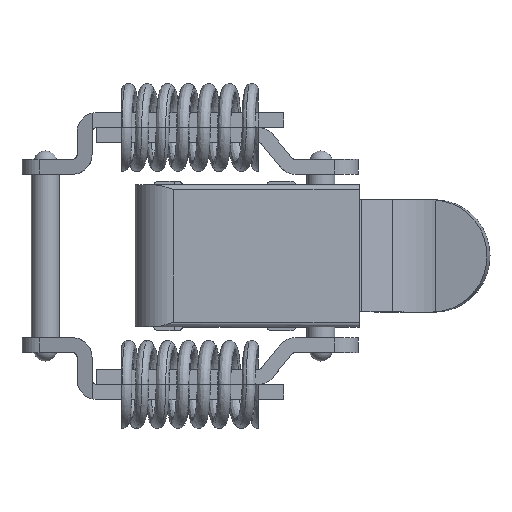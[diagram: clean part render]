
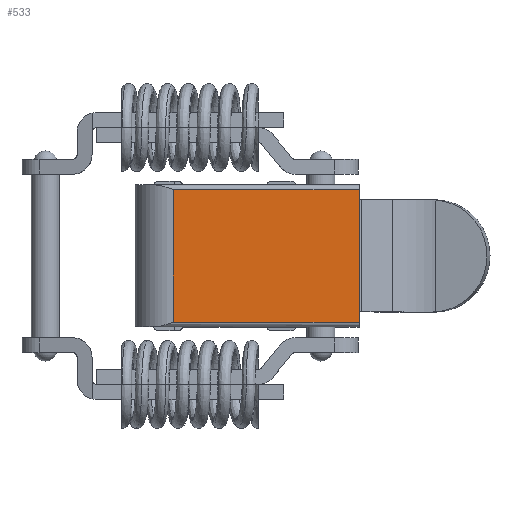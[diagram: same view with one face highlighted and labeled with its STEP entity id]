
A CAD part, top view. The second image highlights one B-rep face of the part: STEP entity #533.
In plain terms, the highlighted planar face has unit normal (0, 0, 1).
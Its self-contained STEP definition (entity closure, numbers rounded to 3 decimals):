
#533=ADVANCED_FACE('',(#3584),#3583,.T.);
#3583=PLANE('',#9115);
#3584=FACE_OUTER_BOUND('',#9116,.T.);
#9112=CARTESIAN_POINT('',(-17.79,-0.92,6.));
#9113=DIRECTION('',(0.,0.,1.));
#9114=DIRECTION('',(1.,0.,0.));
#9115=AXIS2_PLACEMENT_3D('',#9112,#9113,#9114);
#9116=EDGE_LOOP('',(#10734,#10735,#10736,#10737,#10738,#10739));
#10734=ORIENTED_EDGE('',*,*,#11580,.T.);
#10735=ORIENTED_EDGE('',*,*,#11620,.T.);
#10736=ORIENTED_EDGE('',*,*,#11621,.F.);
#10737=ORIENTED_EDGE('',*,*,#11622,.F.);
#10738=ORIENTED_EDGE('',*,*,#11517,.F.);
#10739=ORIENTED_EDGE('',*,*,#11528,.T.);
#11517=EDGE_CURVE('',#16115,#16122,#16123,.T.);
#11528=EDGE_CURVE('',#16115,#16191,#16198,.T.);
#11580=EDGE_CURVE('',#16191,#16543,#16550,.T.);
#11620=EDGE_CURVE('',#16543,#16819,#16820,.T.);
#11621=EDGE_CURVE('',#16826,#16819,#16827,.T.);
#11622=EDGE_CURVE('',#16122,#16826,#16833,.T.);
#16115=VERTEX_POINT('',#20406);
#16122=VERTEX_POINT('',#20410);
#16123=LINE('',#20411,#20412);
#16191=VERTEX_POINT('',#20452);
#16198=LINE('',#20457,#20458);
#16543=VERTEX_POINT('',#20670);
#16550=LINE('',#20675,#20676);
#16819=VERTEX_POINT('',#20838);
#16820=LINE('',#20839,#20840);
#16826=VERTEX_POINT('',#20842);
#16827=LINE('',#20843,#20844);
#16833=LINE('',#20846,#20847);
#20406=CARTESIAN_POINT('',(4.1,1.6,6.));
#20410=CARTESIAN_POINT('',(4.1,0.5,6.));
#20411=CARTESIAN_POINT('',(4.1,1.6,6.));
#20412=VECTOR('',#20413,1.1);
#20413=DIRECTION('',(0.,-1.,0.));
#20452=CARTESIAN_POINT('',(4.1,13.6,6.));
#20457=CARTESIAN_POINT('',(4.1,1.6,6.));
#20458=VECTOR('',#20459,12.);
#20459=DIRECTION('',(0.,1.,0.));
#20670=CARTESIAN_POINT('',(4.1,14.7,6.));
#20675=CARTESIAN_POINT('',(4.1,13.6,6.));
#20676=VECTOR('',#20677,1.1);
#20677=DIRECTION('',(0.,1.,0.));
#20838=CARTESIAN_POINT('',(-15.8,14.7,6.));
#20839=CARTESIAN_POINT('',(4.1,14.7,6.));
#20840=VECTOR('',#20841,19.9);
#20841=DIRECTION('',(-1.,0.,0.));
#20842=CARTESIAN_POINT('',(-15.8,0.5,6.));
#20843=CARTESIAN_POINT('',(-15.8,0.5,6.));
#20844=VECTOR('',#20845,14.2);
#20845=DIRECTION('',(0.,1.,0.));
#20846=CARTESIAN_POINT('',(4.1,0.5,6.));
#20847=VECTOR('',#20848,19.9);
#20848=DIRECTION('',(-1.,0.,0.));
